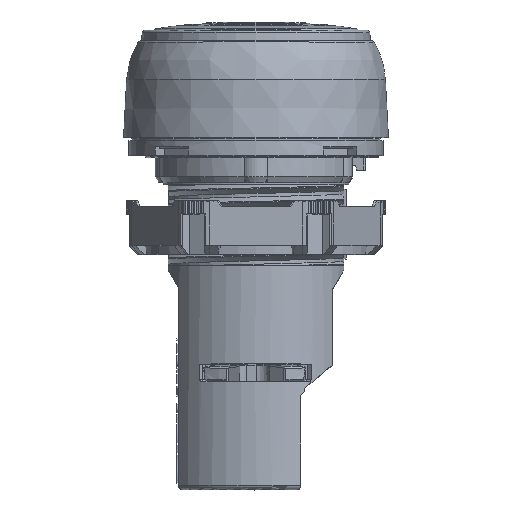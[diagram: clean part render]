
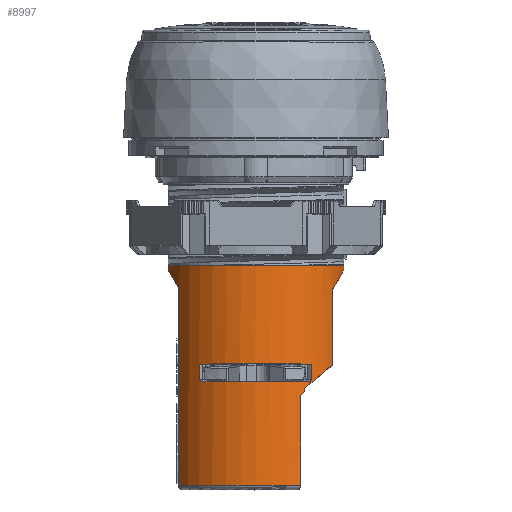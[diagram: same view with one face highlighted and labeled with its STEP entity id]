
A CAD part, top view. The second image highlights one B-rep face of the part: STEP entity #8997.
In plain terms, the highlighted cylindrical face has radius 10.075 mm (diameter 20.15 mm), a partial arc.
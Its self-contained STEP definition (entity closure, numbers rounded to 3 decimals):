
#894=CARTESIAN_POINT('',(-6.137,12.,7.99));
#895=VERTEX_POINT('',#894);
#902=CARTESIAN_POINT('',(5.965,12.,8.119));
#903=VERTEX_POINT('',#902);
#904=CARTESIAN_POINT('',(0.0,12.,0.0));
#905=DIRECTION('',(0.0,-1.0,0.0));
#906=DIRECTION('',(1.0,0.0,0.0));
#907=AXIS2_PLACEMENT_3D('',#904,#905,#906);
#908=CIRCLE('',#907,10.075);
#909=EDGE_CURVE('',#903,#895,#908,.T.);
#2464=CARTESIAN_POINT('',(6.167,14.,7.967));
#2465=VERTEX_POINT('',#2464);
#2472=CARTESIAN_POINT('',(-6.335,14.,7.835));
#2473=VERTEX_POINT('',#2472);
#2474=CARTESIAN_POINT('',(0.0,14.,0.0));
#2475=DIRECTION('',(0.0,1.0,0.0));
#2476=DIRECTION('',(1.0,0.0,0.0));
#2477=AXIS2_PLACEMENT_3D('',#2474,#2475,#2476);
#2478=CIRCLE('',#2477,10.075);
#2479=EDGE_CURVE('',#2473,#2465,#2478,.T.);
#8417=CARTESIAN_POINT('',(5.,4.738,8.747));
#8418=VERTEX_POINT('',#8417);
#8469=CARTESIAN_POINT('',(4.991,4.865,8.752));
#8470=VERTEX_POINT('',#8469);
#8477=CARTESIAN_POINT('',(4.991,4.865,8.752));
#8478=CARTESIAN_POINT('',(4.991,4.824,8.752));
#8479=CARTESIAN_POINT('',(4.994,4.781,8.75));
#8480=CARTESIAN_POINT('',(5.,4.738,8.747));
#8481=B_SPLINE_CURVE_WITH_KNOTS('',3,(#8477,#8478,#8479,#8480),.UNSPECIFIED.,.F.,.U.,(4,4),(0.0,0.012),.UNSPECIFIED.);
#8482=EDGE_CURVE('',#8470,#8418,#8481,.T.);
#8501=CARTESIAN_POINT('',(4.991,10.5,8.752));
#8502=VERTEX_POINT('',#8501);
#8509=CARTESIAN_POINT('',(4.991,4.865,8.752));
#8510=DIRECTION('',(0.0,1.0,0.0));
#8511=VECTOR('',#8510,5.635);
#8512=LINE('',#8509,#8511);
#8513=EDGE_CURVE('',#8470,#8502,#8512,.T.);
#8735=CARTESIAN_POINT('',(-8.576,0.5,5.288));
#8736=VERTEX_POINT('',#8735);
#8744=CARTESIAN_POINT('',(-8.576,22.379,5.288));
#8745=VERTEX_POINT('',#8744);
#8746=CARTESIAN_POINT('',(-8.576,0.5,5.288));
#8747=DIRECTION('',(0.0,1.0,0.0));
#8748=VECTOR('',#8747,21.879);
#8749=LINE('',#8746,#8748);
#8750=EDGE_CURVE('',#8736,#8745,#8749,.T.);
#8863=CARTESIAN_POINT('',(0.0,12.5,0.0));
#8864=DIRECTION('',(0.0,-1.0,0.0));
#8865=DIRECTION('',(1.0,0.0,0.0));
#8866=AXIS2_PLACEMENT_3D('',#8863,#8864,#8865);
#8867=CYLINDRICAL_SURFACE('',#8866,10.075);
#8868=CARTESIAN_POINT('',(-9.8,24.5,2.338));
#8869=VERTEX_POINT('',#8868);
#8870=CARTESIAN_POINT('',(0.0,7.526,0.0));
#8871=DIRECTION('',(-0.866,-0.5,0.0));
#8872=DIRECTION('',(0.5,-0.866,0.0));
#8873=AXIS2_PLACEMENT_3D('',#8870,#8871,#8872);
#8874=ELLIPSE('',#8873,20.15,10.075);
#8875=EDGE_CURVE('',#8745,#8869,#8874,.T.);
#8876=ORIENTED_EDGE('',*,*,#8875,.F.);
#8877=ORIENTED_EDGE('',*,*,#8750,.F.);
#8878=CARTESIAN_POINT('',(5.,0.5,8.747));
#8879=VERTEX_POINT('',#8878);
#8880=CARTESIAN_POINT('',(0.0,0.5,0.0));
#8881=DIRECTION('',(0.0,-1.0,0.0));
#8882=DIRECTION('',(0.151,0.0,0.988));
#8883=AXIS2_PLACEMENT_3D('',#8880,#8881,#8882);
#8884=CIRCLE('',#8883,10.075);
#8885=EDGE_CURVE('',#8879,#8736,#8884,.T.);
#8886=ORIENTED_EDGE('',*,*,#8885,.F.);
#8887=CARTESIAN_POINT('',(5.,0.5,8.747));
#8888=DIRECTION('',(0.0,1.0,0.0));
#8889=VECTOR('',#8888,4.238);
#8890=LINE('',#8887,#8889);
#8891=EDGE_CURVE('',#8418,#8879,#8890,.F.);
#8892=ORIENTED_EDGE('',*,*,#8891,.F.);
#8893=ORIENTED_EDGE('',*,*,#8482,.F.);
#8894=ORIENTED_EDGE('',*,*,#8513,.T.);
#8895=CARTESIAN_POINT('',(5.421,11.0,8.492));
#8896=VERTEX_POINT('',#8895);
#8897=CARTESIAN_POINT('',(0.0,9.676,0.0));
#8898=DIRECTION('',(0.641,-0.707,-0.299));
#8899=DIRECTION('',(0.641,0.707,-0.299));
#8900=AXIS2_PLACEMENT_3D('',#8897,#8898,#8899);
#8901=ELLIPSE('',#8900,14.248,10.075);
#8902=EDGE_CURVE('',#8896,#8502,#8901,.T.);
#8903=ORIENTED_EDGE('',*,*,#8902,.F.);
#8904=CARTESIAN_POINT('',(5.421,11.3,8.492));
#8905=VERTEX_POINT('',#8904);
#8906=CARTESIAN_POINT('',(5.421,11.0,8.492));
#8907=DIRECTION('',(0.0,1.0,0.0));
#8908=VECTOR('',#8907,0.3);
#8909=LINE('',#8906,#8908);
#8910=EDGE_CURVE('',#8896,#8905,#8909,.T.);
#8911=ORIENTED_EDGE('',*,*,#8910,.T.);
#8912=CARTESIAN_POINT('',(8.5,13.884,5.409));
#8913=VERTEX_POINT('',#8912);
#8914=CARTESIAN_POINT('',(0.0,6.751,0.0));
#8915=DIRECTION('',(-0.643,0.766,0.0));
#8916=DIRECTION('',(0.766,0.643,0.0));
#8917=AXIS2_PLACEMENT_3D('',#8914,#8915,#8916);
#8918=ELLIPSE('',#8917,13.152,10.075);
#8919=EDGE_CURVE('',#8905,#8913,#8918,.T.);
#8920=ORIENTED_EDGE('',*,*,#8919,.T.);
#8921=CARTESIAN_POINT('',(8.5,22.248,5.409));
#8922=VERTEX_POINT('',#8921);
#8923=CARTESIAN_POINT('',(8.5,13.884,5.409));
#8924=DIRECTION('',(0.0,1.0,0.0));
#8925=VECTOR('',#8924,8.365);
#8926=LINE('',#8923,#8925);
#8927=EDGE_CURVE('',#8913,#8922,#8926,.T.);
#8928=ORIENTED_EDGE('',*,*,#8927,.T.);
#8929=CARTESIAN_POINT('',(9.8,24.5,2.338));
#8930=VERTEX_POINT('',#8929);
#8931=CARTESIAN_POINT('',(0.0,7.526,0.0));
#8932=DIRECTION('',(-0.866,0.5,0.0));
#8933=DIRECTION('',(0.5,0.866,0.0));
#8934=AXIS2_PLACEMENT_3D('',#8931,#8932,#8933);
#8935=ELLIPSE('',#8934,20.15,10.075);
#8936=EDGE_CURVE('',#8922,#8930,#8935,.T.);
#8937=ORIENTED_EDGE('',*,*,#8936,.T.);
#8938=CARTESIAN_POINT('',(9.8,25.0,2.338));
#8939=VERTEX_POINT('',#8938);
#8940=CARTESIAN_POINT('',(9.8,24.5,2.338));
#8941=DIRECTION('',(0.0,1.0,0.0));
#8942=VECTOR('',#8941,0.5);
#8943=LINE('',#8940,#8942);
#8944=EDGE_CURVE('',#8930,#8939,#8943,.T.);
#8945=ORIENTED_EDGE('',*,*,#8944,.T.);
#8946=CARTESIAN_POINT('',(-9.8,25.0,2.338));
#8947=VERTEX_POINT('',#8946);
#8948=CARTESIAN_POINT('',(0.0,25.,0.0));
#8949=DIRECTION('',(0.0,-1.0,0.0));
#8950=DIRECTION('',(1.0,0.0,0.0));
#8951=AXIS2_PLACEMENT_3D('',#8948,#8949,#8950);
#8952=CIRCLE('',#8951,10.075);
#8953=EDGE_CURVE('',#8939,#8947,#8952,.T.);
#8954=ORIENTED_EDGE('',*,*,#8953,.T.);
#8955=CARTESIAN_POINT('',(-9.8,25.0,2.338));
#8956=DIRECTION('',(0.0,-1.0,0.0));
#8957=VECTOR('',#8956,0.5);
#8958=LINE('',#8955,#8957);
#8959=EDGE_CURVE('',#8947,#8869,#8958,.T.);
#8960=ORIENTED_EDGE('',*,*,#8959,.T.);
#8961=EDGE_LOOP('',(#8876,#8877,#8886,#8892,#8893,#8894,#8903,#8911,#8920,#8928,#8937,#8945,#8954,#8960));
#8962=FACE_OUTER_BOUND('',#8961,.T.);
#8963=ORIENTED_EDGE('',*,*,#2479,.T.);
#8964=CARTESIAN_POINT('',(6.167,12.25,7.967));
#8965=VERTEX_POINT('',#8964);
#8966=CARTESIAN_POINT('',(6.167,14.,7.967));
#8967=DIRECTION('',(0.0,-1.0,0.0));
#8968=VECTOR('',#8967,1.75);
#8969=LINE('',#8966,#8968);
#8970=EDGE_CURVE('',#2465,#8965,#8969,.T.);
#8971=ORIENTED_EDGE('',*,*,#8970,.T.);
#8972=CARTESIAN_POINT('',(0.0,13.523,0.0));
#8973=DIRECTION('',(-0.5,0.707,0.5));
#8974=DIRECTION('',(0.5,0.707,-0.5));
#8975=AXIS2_PLACEMENT_3D('',#8972,#8973,#8974);
#8976=ELLIPSE('',#8975,14.248,10.075);
#8977=EDGE_CURVE('',#903,#8965,#8976,.T.);
#8978=ORIENTED_EDGE('',*,*,#8977,.F.);
#8979=ORIENTED_EDGE('',*,*,#909,.T.);
#8980=CARTESIAN_POINT('',(-6.335,12.25,7.835));
#8981=VERTEX_POINT('',#8980);
#8982=CARTESIAN_POINT('',(0.0,13.311,0.0));
#8983=DIRECTION('',(0.5,0.707,0.5));
#8984=DIRECTION('',(0.5,-0.707,0.5));
#8985=AXIS2_PLACEMENT_3D('',#8982,#8983,#8984);
#8986=ELLIPSE('',#8985,14.248,10.075);
#8987=EDGE_CURVE('',#8981,#895,#8986,.T.);
#8988=ORIENTED_EDGE('',*,*,#8987,.F.);
#8989=CARTESIAN_POINT('',(-6.335,14.,7.835));
#8990=DIRECTION('',(0.0,-1.0,0.0));
#8991=VECTOR('',#8990,1.75);
#8992=LINE('',#8989,#8991);
#8993=EDGE_CURVE('',#8981,#2473,#8992,.F.);
#8994=ORIENTED_EDGE('',*,*,#8993,.T.);
#8995=EDGE_LOOP('',(#8963,#8971,#8978,#8979,#8988,#8994));
#8996=FACE_BOUND('',#8995,.T.);
#8997=ADVANCED_FACE('',(#8962,#8996),#8867,.T.);
